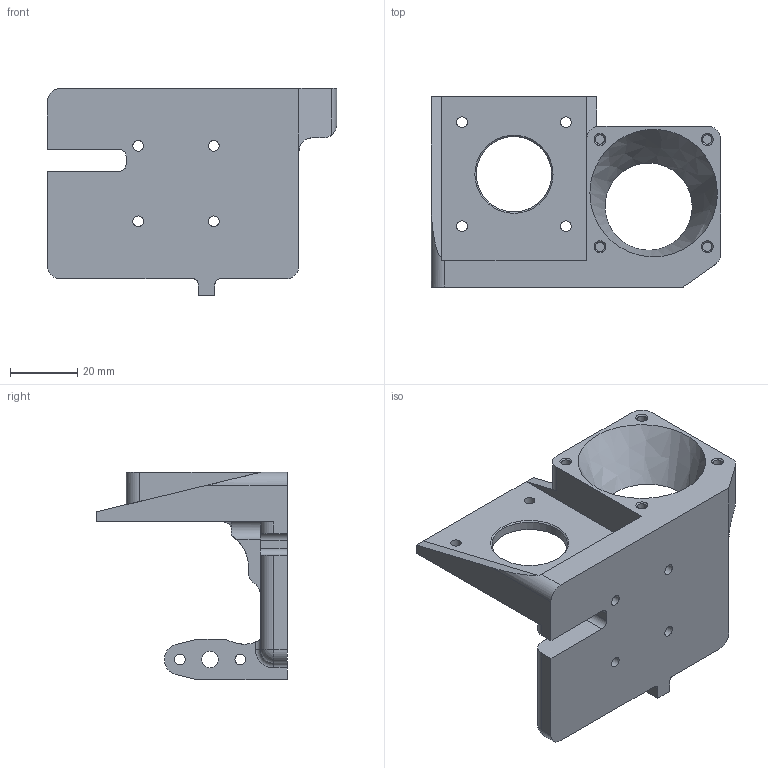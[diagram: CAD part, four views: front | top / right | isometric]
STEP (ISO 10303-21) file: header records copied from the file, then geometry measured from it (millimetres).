
FILE_DESCRIPTION(/* description */ (''),/* implementation_level */ '2;1');
FILE_NAME(/* name */ 'Core.stp',/* time_stamp */ '2018-09-14T13:10:00+02:00',/* author */ ('petrz'),/* organization */ (''),/* preprocessor_version */ 'ST-DEVELOPER v17',/* originating_system */ 'Autodesk Inventor 2019',/* authorisation */ '');
FILE_SCHEMA (('AUTOMOTIVE_DESIGN { 1 0 10303 214 3 1 1 }'));
Length unit declared in the file: millimetre
Products named in the file (1): Część9
Bounding box: 86.3 x 56.8 x 61.8 mm (x, y, z)
Volume: 53572.4 mm3; surface area: 21287.6 mm2
Topology: 1 solids, 1 shells, 113 faces, 286 edges, 178 vertices
Faces by surface type: cylinder 47, plane 40, cone 15, bspline 6, sphere 3, torus 2
Full cylindrical faces by diameter (mm): 2.75 x4, 3.2 x10, 5 x1, 5.8 x4, 22.5 x1
Entity records: 3692 total; most frequent: CARTESIAN_POINT 849, DIRECTION 600, ORIENTED_EDGE 570, EDGE_CURVE 285, AXIS2_PLACEMENT_3D 226, VERTEX_POINT 178, LINE 148, VECTOR 148
